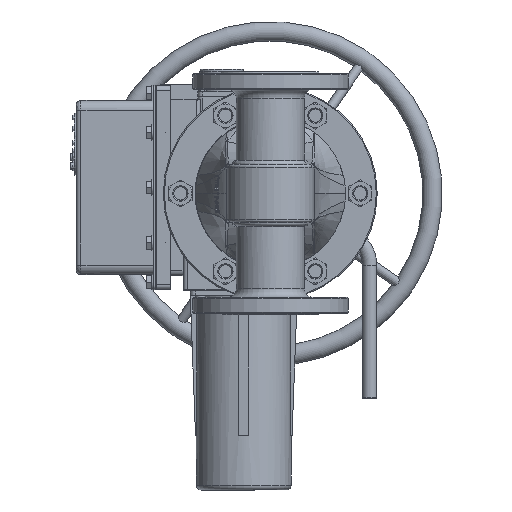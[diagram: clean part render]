
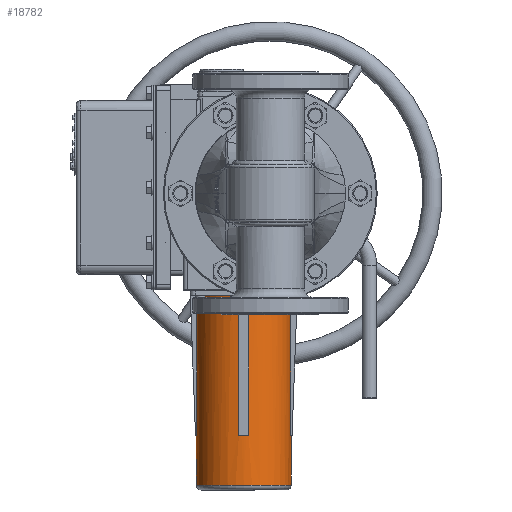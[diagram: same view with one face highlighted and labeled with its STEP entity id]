
A CAD part, front view. The second image highlights one B-rep face of the part: STEP entity #18782.
In plain terms, the highlighted cylindrical face has radius 48.788 mm (diameter 97.575 mm), a full revolution.
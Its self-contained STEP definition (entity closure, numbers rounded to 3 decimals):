
#526=ELLIPSE('',#20855,48.821,48.788);
#527=ELLIPSE('',#20857,48.821,48.788);
#528=ELLIPSE('',#20859,48.821,48.788);
#529=ELLIPSE('',#20861,48.821,48.788);
#530=ELLIPSE('',#20863,48.821,48.788);
#2652=FACE_OUTER_BOUND('',#3883,.T.);
#3883=EDGE_LOOP('',(#15534,#15535,#15536,#15537,#15538,#15539,#15540,#15541,
#15542,#15543,#15544,#15545,#15546,#15547,#15548,#15549,#15550,#15551,#15552,
#15553));
#5031=LINE('',#36263,#6104);
#5032=LINE('',#36267,#6105);
#5033=LINE('',#36271,#6106);
#5034=LINE('',#36275,#6107);
#5035=LINE('',#36279,#6108);
#5036=LINE('',#36283,#6109);
#5037=LINE('',#36287,#6110);
#5038=LINE('',#36291,#6111);
#5039=LINE('',#36295,#6112);
#6104=VECTOR('',#25106,48.788);
#6105=VECTOR('',#25109,10.);
#6106=VECTOR('',#25112,10.);
#6107=VECTOR('',#25115,10.);
#6108=VECTOR('',#25118,10.);
#6109=VECTOR('',#25121,10.);
#6110=VECTOR('',#25124,10.);
#6111=VECTOR('',#25127,10.);
#6112=VECTOR('',#25130,10.);
#7135=CIRCLE('',#20853,48.788);
#7136=CIRCLE('',#20856,48.788);
#7137=CIRCLE('',#20858,48.788);
#7138=CIRCLE('',#20860,48.788);
#7139=CIRCLE('',#20862,48.788);
#8607=VERTEX_POINT('',#36258);
#8608=VERTEX_POINT('',#36262);
#8609=VERTEX_POINT('',#36264);
#8610=VERTEX_POINT('',#36266);
#8611=VERTEX_POINT('',#36268);
#8612=VERTEX_POINT('',#36270);
#8613=VERTEX_POINT('',#36272);
#8614=VERTEX_POINT('',#36274);
#8615=VERTEX_POINT('',#36276);
#8616=VERTEX_POINT('',#36278);
#8617=VERTEX_POINT('',#36280);
#8618=VERTEX_POINT('',#36282);
#8619=VERTEX_POINT('',#36284);
#8620=VERTEX_POINT('',#36286);
#8621=VERTEX_POINT('',#36288);
#8622=VERTEX_POINT('',#36290);
#8623=VERTEX_POINT('',#36292);
#8624=VERTEX_POINT('',#36294);
#10976=EDGE_CURVE('',#8607,#8607,#7135,.T.);
#10977=EDGE_CURVE('',#8607,#8608,#5031,.T.);
#10978=EDGE_CURVE('',#8608,#8609,#526,.T.);
#10979=EDGE_CURVE('',#8609,#8610,#5032,.T.);
#10980=EDGE_CURVE('',#8611,#8610,#7136,.T.);
#10981=EDGE_CURVE('',#8611,#8612,#5033,.T.);
#10982=EDGE_CURVE('',#8612,#8613,#527,.T.);
#10983=EDGE_CURVE('',#8613,#8614,#5034,.T.);
#10984=EDGE_CURVE('',#8615,#8614,#7137,.T.);
#10985=EDGE_CURVE('',#8615,#8616,#5035,.T.);
#10986=EDGE_CURVE('',#8616,#8617,#528,.T.);
#10987=EDGE_CURVE('',#8617,#8618,#5036,.T.);
#10988=EDGE_CURVE('',#8619,#8618,#7138,.T.);
#10989=EDGE_CURVE('',#8619,#8620,#5037,.T.);
#10990=EDGE_CURVE('',#8620,#8621,#529,.T.);
#10991=EDGE_CURVE('',#8621,#8622,#5038,.T.);
#10992=EDGE_CURVE('',#8623,#8622,#7139,.T.);
#10993=EDGE_CURVE('',#8623,#8624,#5039,.T.);
#10994=EDGE_CURVE('',#8624,#8608,#530,.T.);
#15534=ORIENTED_EDGE('',*,*,#10976,.F.);
#15535=ORIENTED_EDGE('',*,*,#10977,.T.);
#15536=ORIENTED_EDGE('',*,*,#10978,.T.);
#15537=ORIENTED_EDGE('',*,*,#10979,.T.);
#15538=ORIENTED_EDGE('',*,*,#10980,.F.);
#15539=ORIENTED_EDGE('',*,*,#10981,.T.);
#15540=ORIENTED_EDGE('',*,*,#10982,.T.);
#15541=ORIENTED_EDGE('',*,*,#10983,.T.);
#15542=ORIENTED_EDGE('',*,*,#10984,.F.);
#15543=ORIENTED_EDGE('',*,*,#10985,.T.);
#15544=ORIENTED_EDGE('',*,*,#10986,.T.);
#15545=ORIENTED_EDGE('',*,*,#10987,.T.);
#15546=ORIENTED_EDGE('',*,*,#10988,.F.);
#15547=ORIENTED_EDGE('',*,*,#10989,.T.);
#15548=ORIENTED_EDGE('',*,*,#10990,.T.);
#15549=ORIENTED_EDGE('',*,*,#10991,.T.);
#15550=ORIENTED_EDGE('',*,*,#10992,.F.);
#15551=ORIENTED_EDGE('',*,*,#10993,.T.);
#15552=ORIENTED_EDGE('',*,*,#10994,.T.);
#15553=ORIENTED_EDGE('',*,*,#10977,.F.);
#17125=CYLINDRICAL_SURFACE('',#20854,48.788);
#18782=ADVANCED_FACE('',(#2652),#17125,.T.);
#20853=AXIS2_PLACEMENT_3D('',#36260,#25102,#25103);
#20854=AXIS2_PLACEMENT_3D('',#36261,#25104,#25105);
#20855=AXIS2_PLACEMENT_3D('',#36265,#25107,#25108);
#20856=AXIS2_PLACEMENT_3D('',#36269,#25110,#25111);
#20857=AXIS2_PLACEMENT_3D('',#36273,#25113,#25114);
#20858=AXIS2_PLACEMENT_3D('',#36277,#25116,#25117);
#20859=AXIS2_PLACEMENT_3D('',#36281,#25119,#25120);
#20860=AXIS2_PLACEMENT_3D('',#36285,#25122,#25123);
#20861=AXIS2_PLACEMENT_3D('',#36289,#25125,#25126);
#20862=AXIS2_PLACEMENT_3D('',#36293,#25128,#25129);
#20863=AXIS2_PLACEMENT_3D('',#36296,#25131,#25132);
#25102=DIRECTION('center_axis',(0.,0.,-1.));
#25103=DIRECTION('ref_axis',(1.,0.,0.));
#25104=DIRECTION('center_axis',(0.,0.,-1.));
#25105=DIRECTION('ref_axis',(-1.,0.,0.));
#25106=DIRECTION('',(0.,0.,1.));
#25107=DIRECTION('center_axis',(-0.037,0.,
-0.999));
#25108=DIRECTION('ref_axis',(-0.999,0.,0.037));
#25109=DIRECTION('',(0.,0.,1.));
#25110=DIRECTION('center_axis',(0.,0.,1.));
#25111=DIRECTION('ref_axis',(-1.,0.,0.));
#25112=DIRECTION('',(0.,0.,-1.));
#25113=DIRECTION('center_axis',(0.,0.037,
-0.999));
#25114=DIRECTION('ref_axis',(0.,0.999,0.037));
#25115=DIRECTION('',(0.,0.,1.));
#25116=DIRECTION('center_axis',(0.,0.,1.));
#25117=DIRECTION('ref_axis',(-1.,0.,0.));
#25118=DIRECTION('',(0.,0.,-1.));
#25119=DIRECTION('center_axis',(0.037,0.,
-0.999));
#25120=DIRECTION('ref_axis',(-0.999,0.,-0.037));
#25121=DIRECTION('',(0.,0.,1.));
#25122=DIRECTION('center_axis',(0.,0.,1.));
#25123=DIRECTION('ref_axis',(-1.,0.,0.));
#25124=DIRECTION('',(0.,0.,-1.));
#25125=DIRECTION('center_axis',(0.,-0.037,-0.999));
#25126=DIRECTION('ref_axis',(0.,0.999,-0.037));
#25127=DIRECTION('',(0.,0.,1.));
#25128=DIRECTION('center_axis',(0.,0.,1.));
#25129=DIRECTION('ref_axis',(-1.,0.,0.));
#25130=DIRECTION('',(0.,0.,-1.));
#25131=DIRECTION('center_axis',(-0.037,0.,
-0.999));
#25132=DIRECTION('ref_axis',(-0.999,0.,0.037));
#36258=CARTESIAN_POINT('',(21.505,121.288,-300.));
#36260=CARTESIAN_POINT('Origin',(-27.283,121.288,-300.));
#36261=CARTESIAN_POINT('Origin',(-27.283,121.288,-105.));
#36262=CARTESIAN_POINT('',(21.505,121.288,-248.824));
#36263=CARTESIAN_POINT('',(21.505,121.288,-105.));
#36264=CARTESIAN_POINT('',(21.248,116.288,-248.814));
#36265=CARTESIAN_POINT('Origin',(-27.283,121.288,-247.009));
#36266=CARTESIAN_POINT('',(21.248,116.288,-105.));
#36267=CARTESIAN_POINT('',(21.248,116.288,-105.));
#36268=CARTESIAN_POINT('',(-22.283,72.758,-105.));
#36269=CARTESIAN_POINT('Origin',(-27.283,121.288,-105.));
#36270=CARTESIAN_POINT('',(-22.283,72.758,-248.814));
#36271=CARTESIAN_POINT('',(-22.283,72.758,-105.));
#36272=CARTESIAN_POINT('',(-32.283,72.758,-248.814));
#36273=CARTESIAN_POINT('Origin',(-27.283,121.288,-247.009));
#36274=CARTESIAN_POINT('',(-32.283,72.758,-105.));
#36275=CARTESIAN_POINT('',(-32.283,72.758,-105.));
#36276=CARTESIAN_POINT('',(-75.814,116.288,-105.));
#36277=CARTESIAN_POINT('Origin',(-27.283,121.288,-105.));
#36278=CARTESIAN_POINT('',(-75.814,116.288,-248.814));
#36279=CARTESIAN_POINT('',(-75.814,116.288,-105.));
#36280=CARTESIAN_POINT('',(-75.814,126.288,-248.814));
#36281=CARTESIAN_POINT('Origin',(-27.283,121.288,-247.009));
#36282=CARTESIAN_POINT('',(-75.814,126.288,-105.));
#36283=CARTESIAN_POINT('',(-75.814,126.288,-105.));
#36284=CARTESIAN_POINT('',(-32.283,169.819,-105.));
#36285=CARTESIAN_POINT('Origin',(-27.283,121.288,-105.));
#36286=CARTESIAN_POINT('',(-32.283,169.819,-248.814));
#36287=CARTESIAN_POINT('',(-32.283,169.819,-105.));
#36288=CARTESIAN_POINT('',(-22.283,169.819,-248.814));
#36289=CARTESIAN_POINT('Origin',(-27.283,121.288,-247.009));
#36290=CARTESIAN_POINT('',(-22.283,169.819,-105.));
#36291=CARTESIAN_POINT('',(-22.283,169.819,-105.));
#36292=CARTESIAN_POINT('',(21.248,126.288,-105.));
#36293=CARTESIAN_POINT('Origin',(-27.283,121.288,-105.));
#36294=CARTESIAN_POINT('',(21.248,126.288,-248.814));
#36295=CARTESIAN_POINT('',(21.248,126.288,-105.));
#36296=CARTESIAN_POINT('Origin',(-27.283,121.288,-247.009));
